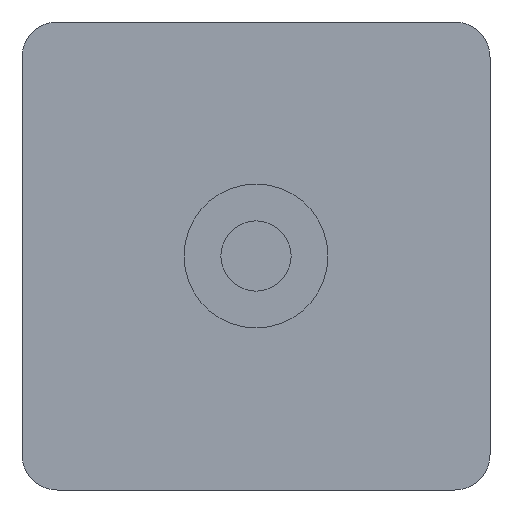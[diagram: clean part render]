
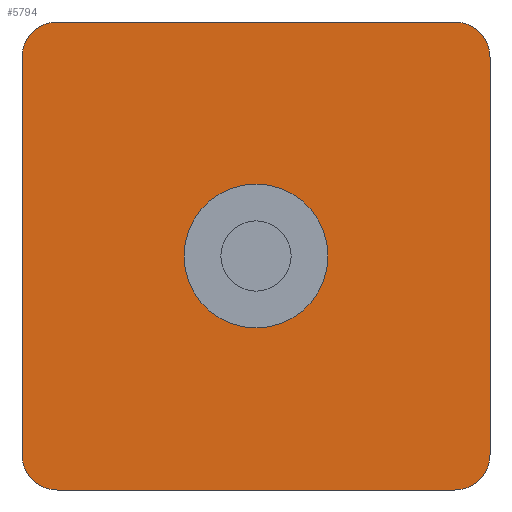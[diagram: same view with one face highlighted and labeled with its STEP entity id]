
A CAD part, front view. The second image highlights one B-rep face of the part: STEP entity #5794.
In plain terms, the highlighted planar face has unit normal (0, -1, 0).
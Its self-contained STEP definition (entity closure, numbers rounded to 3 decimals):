
#590=VECTOR('',#6328,1.);
#591=VECTOR('',#6331,1.);
#592=VECTOR('',#6334,1.);
#593=VECTOR('',#6337,1.);
#1110=LINE('',#7062,#590);
#1111=LINE('',#7066,#591);
#1112=LINE('',#7070,#592);
#1113=LINE('',#7074,#593);
#1631=PLANE('',#6138);
#1779=VERTEX_POINT('',#7055);
#1781=VERTEX_POINT('',#7060);
#1782=VERTEX_POINT('',#7061);
#1783=VERTEX_POINT('',#7063);
#1784=VERTEX_POINT('',#7065);
#1785=VERTEX_POINT('',#7067);
#1786=VERTEX_POINT('',#7069);
#1787=VERTEX_POINT('',#7071);
#1788=VERTEX_POINT('',#7073);
#2375=CIRCLE('',#6136,6.15);
#2377=CIRCLE('',#6139,3.);
#2378=CIRCLE('',#6140,3.);
#2379=CIRCLE('',#6141,3.);
#2380=CIRCLE('',#6142,3.);
#2395=EDGE_CURVE('',#1779,#1779,#2375,.T.);
#2397=EDGE_CURVE('',#1781,#1782,#2377,.T.);
#2398=EDGE_CURVE('',#1783,#1781,#1110,.T.);
#2399=EDGE_CURVE('',#1784,#1783,#2378,.T.);
#2400=EDGE_CURVE('',#1785,#1784,#1111,.T.);
#2401=EDGE_CURVE('',#1786,#1785,#2379,.T.);
#2402=EDGE_CURVE('',#1787,#1786,#1112,.T.);
#2403=EDGE_CURVE('',#1788,#1787,#2380,.T.);
#2404=EDGE_CURVE('',#1782,#1788,#1113,.T.);
#3296=ORIENTED_EDGE('',*,*,#2397,.F.);
#3297=ORIENTED_EDGE('',*,*,#2398,.F.);
#3298=ORIENTED_EDGE('',*,*,#2399,.F.);
#3299=ORIENTED_EDGE('',*,*,#2400,.F.);
#3300=ORIENTED_EDGE('',*,*,#2401,.F.);
#3301=ORIENTED_EDGE('',*,*,#2402,.F.);
#3302=ORIENTED_EDGE('',*,*,#2403,.F.);
#3303=ORIENTED_EDGE('',*,*,#2404,.F.);
#3304=ORIENTED_EDGE('',*,*,#2395,.T.);
#5092=EDGE_LOOP('',(#3296,#3297,#3298,#3299,#3300,#3301,#3302,#3303));
#5093=EDGE_LOOP('',(#3304));
#5444=FACE_BOUND('',#5092,.T.);
#5445=FACE_BOUND('',#5093,.T.);
#5794=ADVANCED_FACE('',(#5444,#5445),#1631,.F.);
#6136=AXIS2_PLACEMENT_3D('',#7054,#6321,#6322);
#6138=AXIS2_PLACEMENT_3D('',#7058,#6325,$);
#6139=AXIS2_PLACEMENT_3D('',#7059,#6326,#6327);
#6140=AXIS2_PLACEMENT_3D('',#7064,#6329,#6330);
#6141=AXIS2_PLACEMENT_3D('',#7068,#6332,#6333);
#6142=AXIS2_PLACEMENT_3D('',#7072,#6335,#6336);
#6321=DIRECTION('',(0.,1.,0.));
#6322=DIRECTION('',(6.15,0.,0.));
#6325=DIRECTION('',(0.,1.,0.));
#6326=DIRECTION('',(0.,1.,0.));
#6327=DIRECTION('',(2.121,0.,2.121));
#6328=DIRECTION('',(1.,0.,0.));
#6329=DIRECTION('',(0.,1.,0.));
#6330=DIRECTION('',(-2.121,0.,2.121));
#6331=DIRECTION('',(0.,0.,1.));
#6332=DIRECTION('',(0.,1.,0.));
#6333=DIRECTION('',(-2.121,0.,-2.121));
#6334=DIRECTION('',(-1.,0.,0.));
#6335=DIRECTION('',(0.,1.,0.));
#6336=DIRECTION('',(2.121,0.,-2.121));
#6337=DIRECTION('',(0.,0.,-1.));
#7054=CARTESIAN_POINT('',(0.,6.8,0.));
#7055=CARTESIAN_POINT('',(6.15,6.8,0.));
#7058=CARTESIAN_POINT('',(2.266,6.8,-2.118));
#7059=CARTESIAN_POINT('',(17.,6.8,17.));
#7060=CARTESIAN_POINT('',(17.,6.8,20.));
#7061=CARTESIAN_POINT('',(20.,6.8,17.));
#7062=CARTESIAN_POINT('',(1.133,6.8,20.));
#7063=CARTESIAN_POINT('',(-17.,6.8,20.));
#7064=CARTESIAN_POINT('',(-17.,6.8,17.));
#7065=CARTESIAN_POINT('',(-20.,6.8,17.));
#7066=CARTESIAN_POINT('',(-20.,6.8,-1.059));
#7067=CARTESIAN_POINT('',(-20.,6.8,-17.));
#7068=CARTESIAN_POINT('',(-17.,6.8,-17.));
#7069=CARTESIAN_POINT('',(-17.,6.8,-20.));
#7070=CARTESIAN_POINT('',(1.133,6.8,-20.));
#7071=CARTESIAN_POINT('',(17.,6.8,-20.));
#7072=CARTESIAN_POINT('',(17.,6.8,-17.));
#7073=CARTESIAN_POINT('',(20.,6.8,-17.));
#7074=CARTESIAN_POINT('',(20.,6.8,-1.059));
